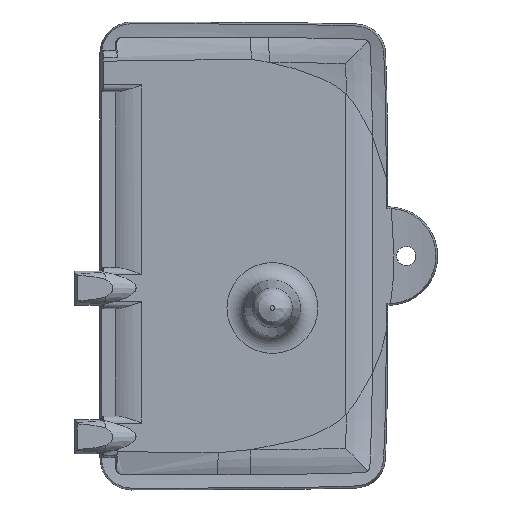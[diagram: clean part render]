
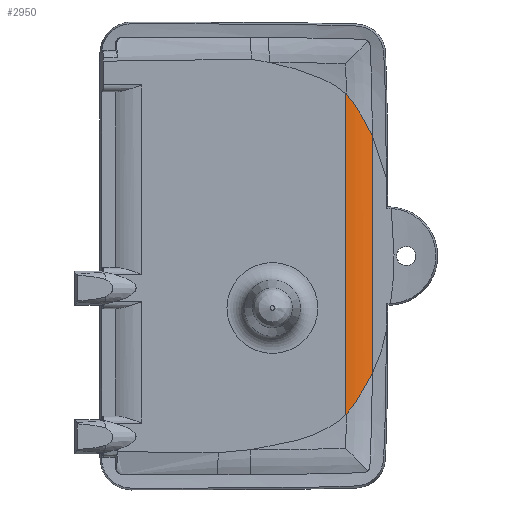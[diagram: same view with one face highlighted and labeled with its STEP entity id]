
A CAD part, top view. The second image highlights one B-rep face of the part: STEP entity #2950.
In plain terms, the highlighted cylindrical face has radius 8 mm (diameter 16 mm), a partial arc.
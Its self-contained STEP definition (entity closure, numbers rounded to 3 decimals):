
#83=CYLINDRICAL_SURFACE('',#3113,8.);
#399=B_SPLINE_CURVE_WITH_KNOTS('',3,(#11580,#11581,#11582,#11583,#11584,
#11585),.UNSPECIFIED.,.F.,.F.,(4,2,4),(-0.519,-0.263,
0.),.UNSPECIFIED.);
#409=B_SPLINE_CURVE_WITH_KNOTS('',3,(#11647,#11648,#11649,#11650,#11651,
#11652,#11653,#11654,#11655,#11656),.UNSPECIFIED.,.F.,.F.,(4,3,3,4),(0.,
0.002,0.005,0.011),
 .UNSPECIFIED.);
#410=B_SPLINE_CURVE_WITH_KNOTS('',3,(#11659,#11660,#11661,#11662,#11663,
#11664),.UNSPECIFIED.,.F.,.F.,(4,2,4),(0.,0.359,0.707),
 .UNSPECIFIED.);
#411=B_SPLINE_CURVE_WITH_KNOTS('',3,(#11665,#11666,#11667,#11668,#11669,
#11670,#11671,#11672,#11673,#11674,#11675,#11676,#11677),.UNSPECIFIED.,
 .F.,.F.,(4,3,3,3,4),(0.127,0.13,0.136,
0.138,0.139),.UNSPECIFIED.);
#566=FACE_OUTER_BOUND('',#691,.T.);
#691=EDGE_LOOP('',(#2594,#2595,#2596,#2597,#2598,#2599));
#758=LINE('',#5604,#834);
#785=LINE('',#11657,#861);
#834=VECTOR('',#3302,8.);
#861=VECTOR('',#3479,10.);
#1016=VERTEX_POINT('',#4359);
#1026=VERTEX_POINT('',#5124);
#1056=VERTEX_POINT('',#5526);
#1057=VERTEX_POINT('',#5603);
#1282=VERTEX_POINT('',#11579);
#1291=VERTEX_POINT('',#11658);
#1459=EDGE_CURVE('',#1057,#1056,#758,.T.);
#1762=EDGE_CURVE('',#1026,#1282,#399,.T.);
#1772=EDGE_CURVE('',#1056,#1282,#409,.T.);
#1773=EDGE_CURVE('',#1016,#1026,#785,.T.);
#1774=EDGE_CURVE('',#1016,#1291,#410,.T.);
#1775=EDGE_CURVE('',#1291,#1057,#411,.T.);
#2594=ORIENTED_EDGE('',*,*,#1459,.T.);
#2595=ORIENTED_EDGE('',*,*,#1772,.T.);
#2596=ORIENTED_EDGE('',*,*,#1762,.F.);
#2597=ORIENTED_EDGE('',*,*,#1773,.F.);
#2598=ORIENTED_EDGE('',*,*,#1774,.T.);
#2599=ORIENTED_EDGE('',*,*,#1775,.T.);
#2950=ADVANCED_FACE('',(#566),#83,.T.);
#3113=AXIS2_PLACEMENT_3D('',#11646,#3477,#3478);
#3302=DIRECTION('',(0.,-1.,0.));
#3477=DIRECTION('center_axis',(0.,-1.,0.));
#3478=DIRECTION('ref_axis',(0.484,0.,0.875));
#3479=DIRECTION('',(0.,-1.,0.));
#4359=CARTESIAN_POINT('',(64.628,17.446,-28.77));
#5124=CARTESIAN_POINT('',(64.628,-17.41,-28.77));
#5526=CARTESIAN_POINT('',(60.755,-23.502,-27.77));
#5603=CARTESIAN_POINT('',(60.755,23.525,-27.77));
#5604=CARTESIAN_POINT('',(60.755,-15.348,-27.77));
#11579=CARTESIAN_POINT('',(60.831,-23.421,-27.77));
#11580=CARTESIAN_POINT('Ctrl Pts',(64.628,-17.41,-28.77));
#11581=CARTESIAN_POINT('Ctrl Pts',(63.984,-18.494,-28.414));
#11582=CARTESIAN_POINT('Ctrl Pts',(63.424,-19.682,-28.196));
#11583=CARTESIAN_POINT('Ctrl Pts',(62.054,-21.929,-27.844));
#11584=CARTESIAN_POINT('Ctrl Pts',(61.396,-22.752,-27.776));
#11585=CARTESIAN_POINT('Ctrl Pts',(60.831,-23.421,-27.77));
#11646=CARTESIAN_POINT('Origin',(60.755,-15.348,-35.77));
#11647=CARTESIAN_POINT('Ctrl Pts',(60.755,-23.502,-27.77));
#11648=CARTESIAN_POINT('Ctrl Pts',(60.759,-23.498,-27.77));
#11649=CARTESIAN_POINT('Ctrl Pts',(60.764,-23.494,-27.77));
#11650=CARTESIAN_POINT('Ctrl Pts',(60.768,-23.489,-27.77));
#11651=CARTESIAN_POINT('Ctrl Pts',(60.774,-23.483,-27.77));
#11652=CARTESIAN_POINT('Ctrl Pts',(60.781,-23.476,-27.77));
#11653=CARTESIAN_POINT('Ctrl Pts',(60.787,-23.47,-27.77));
#11654=CARTESIAN_POINT('Ctrl Pts',(60.802,-23.454,-27.77));
#11655=CARTESIAN_POINT('Ctrl Pts',(60.817,-23.437,-27.77));
#11656=CARTESIAN_POINT('Ctrl Pts',(60.831,-23.421,-27.77));
#11657=CARTESIAN_POINT('',(64.628,-15.348,-28.77));
#11658=CARTESIAN_POINT('',(60.842,23.437,-27.77));
#11659=CARTESIAN_POINT('Ctrl Pts',(64.628,17.446,-28.77));
#11660=CARTESIAN_POINT('Ctrl Pts',(64.065,18.453,-28.458));
#11661=CARTESIAN_POINT('Ctrl Pts',(63.483,19.589,-28.222));
#11662=CARTESIAN_POINT('Ctrl Pts',(62.261,21.641,-27.888));
#11663=CARTESIAN_POINT('Ctrl Pts',(61.62,22.553,-27.779));
#11664=CARTESIAN_POINT('Ctrl Pts',(60.842,23.437,-27.77));
#11665=CARTESIAN_POINT('Ctrl Pts',(60.842,23.437,-27.77));
#11666=CARTESIAN_POINT('Ctrl Pts',(60.835,23.445,-27.77));
#11667=CARTESIAN_POINT('Ctrl Pts',(60.827,23.453,-27.77));
#11668=CARTESIAN_POINT('Ctrl Pts',(60.82,23.46,-27.77));
#11669=CARTESIAN_POINT('Ctrl Pts',(60.808,23.474,-27.77));
#11670=CARTESIAN_POINT('Ctrl Pts',(60.795,23.487,-27.77));
#11671=CARTESIAN_POINT('Ctrl Pts',(60.782,23.499,-27.77));
#11672=CARTESIAN_POINT('Ctrl Pts',(60.777,23.504,-27.77));
#11673=CARTESIAN_POINT('Ctrl Pts',(60.772,23.509,-27.77));
#11674=CARTESIAN_POINT('Ctrl Pts',(60.767,23.514,-27.77));
#11675=CARTESIAN_POINT('Ctrl Pts',(60.763,23.517,-27.77));
#11676=CARTESIAN_POINT('Ctrl Pts',(60.759,23.521,-27.77));
#11677=CARTESIAN_POINT('Ctrl Pts',(60.755,23.525,-27.77));
